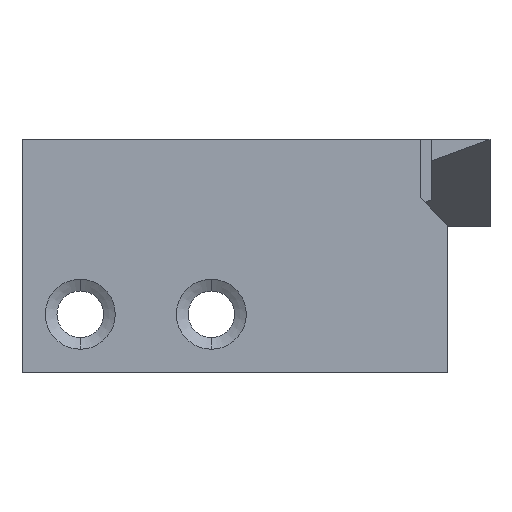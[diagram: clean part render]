
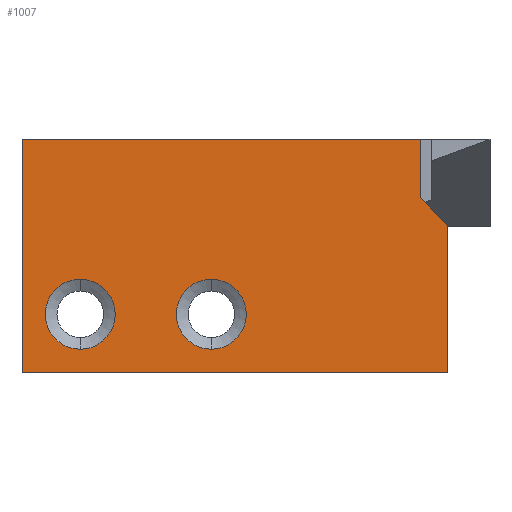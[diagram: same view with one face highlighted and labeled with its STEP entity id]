
A CAD part, front view. The second image highlights one B-rep face of the part: STEP entity #1007.
In plain terms, the highlighted planar face has unit normal (0, -1, 0).
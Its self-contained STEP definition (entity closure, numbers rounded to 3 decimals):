
#54 = ORIENTED_EDGE ( 'NONE', *, *, #1261, .F. ) ;
#78 = ORIENTED_EDGE ( 'NONE', *, *, #805, .F. ) ;
#85 = DIRECTION ( 'NONE',  ( 0., 0., -1. ) ) ;
#133 = AXIS2_PLACEMENT_3D ( 'NONE', #1942, #1446, #2973 ) ;
#173 = DIRECTION ( 'NONE',  ( 0., 0., -1. ) ) ;
#292 = CARTESIAN_POINT ( 'NONE',  ( -0.54, -1.165, -3. ) ) ;
#327 = EDGE_LOOP ( 'NONE', ( #807, #54 ) ) ;
#448 = DIRECTION ( 'NONE',  ( -1., 0., 0. ) ) ;
#484 = EDGE_CURVE ( 'NONE', #1036, #2071, #2121, .T. ) ;
#570 = EDGE_LOOP ( 'NONE', ( #759, #2591 ) ) ;
#610 = EDGE_CURVE ( 'NONE', #3204, #1875, #2284, .T. ) ;
#623 = EDGE_CURVE ( 'NONE', #1875, #3204, #2652, .T. ) ;
#627 = FACE_BOUND ( 'NONE', #327, .T. ) ;
#656 = VECTOR ( 'NONE', #3195, 1000. ) ;
#686 = CARTESIAN_POINT ( 'NONE',  ( -5.04, -1.165, -4.2 ) ) ;
#696 = LINE ( 'NONE', #2707, #1863 ) ;
#699 = CARTESIAN_POINT ( 'NONE',  ( 6.628, -1.165, 3. ) ) ;
#712 = EDGE_CURVE ( 'NONE', #1569, #1995, #1430, .T. ) ;
#727 = VERTEX_POINT ( 'NONE', #1833 ) ;
#755 = VERTEX_POINT ( 'NONE', #831 ) ;
#759 = ORIENTED_EDGE ( 'NONE', *, *, #610, .F. ) ;
#805 = EDGE_CURVE ( 'NONE', #2521, #2639, #2036, .T. ) ;
#807 = ORIENTED_EDGE ( 'NONE', *, *, #877, .F. ) ;
#808 = CARTESIAN_POINT ( 'NONE',  ( 3.831, -1.165, 3.797 ) ) ;
#831 = CARTESIAN_POINT ( 'NONE',  ( -0.54, -1.165, -4.2 ) ) ;
#840 = DIRECTION ( 'NONE',  ( 0., -1., 0. ) ) ;
#863 = AXIS2_PLACEMENT_3D ( 'NONE', #1193, #1946, #1449 ) ;
#877 = EDGE_CURVE ( 'NONE', #755, #727, #1859, .T. ) ;
#1007 = ADVANCED_FACE ( 'NONE', ( #1867, #627, #1374 ), #1478, .F. ) ;
#1036 = VERTEX_POINT ( 'NONE', #1713 ) ;
#1126 = EDGE_CURVE ( 'NONE', #1036, #1995, #696, .T. ) ;
#1193 = CARTESIAN_POINT ( 'NONE',  ( -5.04, -1.165, -3. ) ) ;
#1235 = AXIS2_PLACEMENT_3D ( 'NONE', #1881, #840, #85 ) ;
#1261 = EDGE_CURVE ( 'NONE', #727, #755, #2656, .T. ) ;
#1338 = CARTESIAN_POINT ( 'NONE',  ( -7.04, -1.165, -5. ) ) ;
#1374 = FACE_OUTER_BOUND ( 'NONE', #1970, .T. ) ;
#1429 = LINE ( 'NONE', #3247, #2438 ) ;
#1430 = LINE ( 'NONE', #2189, #656 ) ;
#1446 = DIRECTION ( 'NONE',  ( 0., 1., 0. ) ) ;
#1449 = DIRECTION ( 'NONE',  ( 0., 0., -1. ) ) ;
#1478 = PLANE ( 'NONE',  #133 ) ;
#1502 = EDGE_CURVE ( 'NONE', #2071, #2639, #1550, .T. ) ;
#1532 = ORIENTED_EDGE ( 'NONE', *, *, #712, .T. ) ;
#1550 = LINE ( 'NONE', #808, #2245 ) ;
#1569 = VERTEX_POINT ( 'NONE', #2879 ) ;
#1593 = AXIS2_PLACEMENT_3D ( 'NONE', #1930, #2960, #173 ) ;
#1672 = ORIENTED_EDGE ( 'NONE', *, *, #2536, .F. ) ;
#1713 = CARTESIAN_POINT ( 'NONE',  ( 7.581, -1.165, -5. ) ) ;
#1833 = CARTESIAN_POINT ( 'NONE',  ( -0.54, -1.165, -1.8 ) ) ;
#1859 = CIRCLE ( 'NONE', #2179, 1.2 ) ;
#1863 = VECTOR ( 'NONE', #448, 1000. ) ;
#1867 = FACE_BOUND ( 'NONE', #570, .T. ) ;
#1875 = VERTEX_POINT ( 'NONE', #2555 ) ;
#1881 = CARTESIAN_POINT ( 'NONE',  ( -0.54, -1.165, -3. ) ) ;
#1930 = CARTESIAN_POINT ( 'NONE',  ( -5.04, -1.165, -3. ) ) ;
#1942 = CARTESIAN_POINT ( 'NONE',  ( 3.034, -1.165, 3. ) ) ;
#1946 = DIRECTION ( 'NONE',  ( 0., -1., 0. ) ) ;
#1970 = EDGE_LOOP ( 'NONE', ( #78, #1672, #1532, #2272, #2043, #2439 ) ) ;
#1995 = VERTEX_POINT ( 'NONE', #1338 ) ;
#2035 = DIRECTION ( 'NONE',  ( -0.707, 0., 0.707 ) ) ;
#2036 = LINE ( 'NONE', #2064, #2394 ) ;
#2043 = ORIENTED_EDGE ( 'NONE', *, *, #484, .T. ) ;
#2050 = DIRECTION ( 'NONE',  ( 0., 0., -1. ) ) ;
#2064 = CARTESIAN_POINT ( 'NONE',  ( 6.628, -1.165, 3. ) ) ;
#2071 = VERTEX_POINT ( 'NONE', #2891 ) ;
#2084 = DIRECTION ( 'NONE',  ( 0., 0., -1. ) ) ;
#2095 = CARTESIAN_POINT ( 'NONE',  ( 6.628, -1.165, 1. ) ) ;
#2121 = LINE ( 'NONE', #2407, #3131 ) ;
#2179 = AXIS2_PLACEMENT_3D ( 'NONE', #292, #2303, #2050 ) ;
#2189 = CARTESIAN_POINT ( 'NONE',  ( -7.04, -1.165, -5. ) ) ;
#2245 = VECTOR ( 'NONE', #2035, 1000. ) ;
#2272 = ORIENTED_EDGE ( 'NONE', *, *, #1126, .F. ) ;
#2284 = CIRCLE ( 'NONE', #863, 1.2 ) ;
#2303 = DIRECTION ( 'NONE',  ( 0., -1., 0. ) ) ;
#2394 = VECTOR ( 'NONE', #2084, 1000. ) ;
#2407 = CARTESIAN_POINT ( 'NONE',  ( 7.581, -1.165, -5. ) ) ;
#2438 = VECTOR ( 'NONE', #3194, 1000. ) ;
#2439 = ORIENTED_EDGE ( 'NONE', *, *, #1502, .T. ) ;
#2521 = VERTEX_POINT ( 'NONE', #699 ) ;
#2536 = EDGE_CURVE ( 'NONE', #1569, #2521, #1429, .T. ) ;
#2555 = CARTESIAN_POINT ( 'NONE',  ( -5.04, -1.165, -1.8 ) ) ;
#2591 = ORIENTED_EDGE ( 'NONE', *, *, #623, .F. ) ;
#2639 = VERTEX_POINT ( 'NONE', #2095 ) ;
#2652 = CIRCLE ( 'NONE', #1593, 1.2 ) ;
#2656 = CIRCLE ( 'NONE', #1235, 1.2 ) ;
#2707 = CARTESIAN_POINT ( 'NONE',  ( 7.581, -1.165, -5. ) ) ;
#2879 = CARTESIAN_POINT ( 'NONE',  ( -7.04, -1.165, 3. ) ) ;
#2891 = CARTESIAN_POINT ( 'NONE',  ( 7.581, -1.165, 0.047 ) ) ;
#2930 = DIRECTION ( 'NONE',  ( 0., 0., 1. ) ) ;
#2960 = DIRECTION ( 'NONE',  ( 0., -1., 0. ) ) ;
#2973 = DIRECTION ( 'NONE',  ( -1., 0., 0. ) ) ;
#3131 = VECTOR ( 'NONE', #2930, 1000. ) ;
#3194 = DIRECTION ( 'NONE',  ( 1., 0., 0. ) ) ;
#3195 = DIRECTION ( 'NONE',  ( 0., 0., -1. ) ) ;
#3204 = VERTEX_POINT ( 'NONE', #686 ) ;
#3247 = CARTESIAN_POINT ( 'NONE',  ( 3.034, -1.165, 3. ) ) ;
